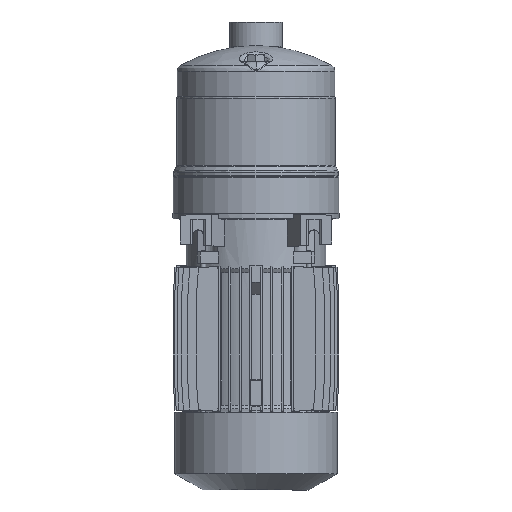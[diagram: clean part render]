
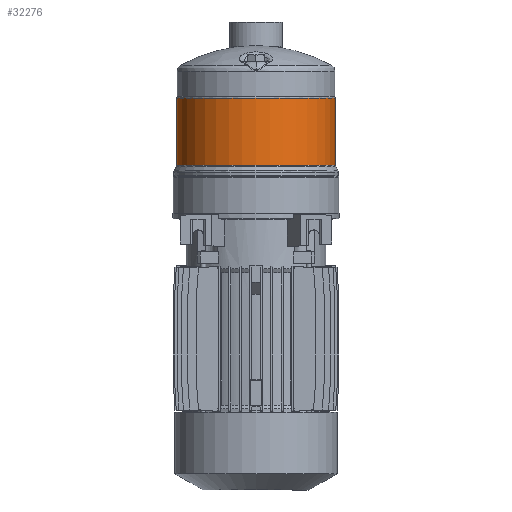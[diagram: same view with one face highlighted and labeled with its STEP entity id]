
A CAD part, front view. The second image highlights one B-rep face of the part: STEP entity #32276.
In plain terms, the highlighted cylindrical face has radius 76.5 mm (diameter 153 mm), a full revolution.
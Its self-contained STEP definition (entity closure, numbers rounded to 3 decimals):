
#30718=CARTESIAN_POINT('',(0.,76.5,-19.501));
#30719=VERTEX_POINT('',#30718);
#30727=CARTESIAN_POINT('',(0.,-76.5,-19.501));
#30728=VERTEX_POINT('',#30727);
#30729=CARTESIAN_POINT('',(0.,0.,-19.501));
#30730=DIRECTION('',(0.,0.0,-1.0));
#30731=DIRECTION('',(0.0,1.0,0.0));
#30732=AXIS2_PLACEMENT_3D('',#30729,#30730,#30731);
#30733=CIRCLE('',#30732,76.5);
#30734=EDGE_CURVE('',#30719,#30728,#30733,.T.);
#30736=CARTESIAN_POINT('',(0.,0.,-19.501));
#30737=DIRECTION('',(0.,0.0,-1.0));
#30738=DIRECTION('',(0.0,1.0,0.0));
#30739=AXIS2_PLACEMENT_3D('',#30736,#30737,#30738);
#30740=CIRCLE('',#30739,76.5);
#30741=EDGE_CURVE('',#30728,#30719,#30740,.T.);
#32174=CARTESIAN_POINT('',(0.,76.5,45.463));
#32175=VERTEX_POINT('',#32174);
#32183=CARTESIAN_POINT('',(0.,-76.5,45.463));
#32184=VERTEX_POINT('',#32183);
#32185=CARTESIAN_POINT('',(0.,0.,45.463));
#32186=DIRECTION('',(0.,0.0,-1.0));
#32187=DIRECTION('',(0.0,1.0,0.0));
#32188=AXIS2_PLACEMENT_3D('',#32185,#32186,#32187);
#32189=CIRCLE('',#32188,76.5);
#32190=EDGE_CURVE('',#32184,#32175,#32189,.T.);
#32192=CARTESIAN_POINT('',(0.,0.,45.463));
#32193=DIRECTION('',(0.,0.0,-1.0));
#32194=DIRECTION('',(0.0,1.0,0.0));
#32195=AXIS2_PLACEMENT_3D('',#32192,#32193,#32194);
#32196=CIRCLE('',#32195,76.5);
#32197=EDGE_CURVE('',#32175,#32184,#32196,.T.);
#32205=CARTESIAN_POINT('',(0.,0.,-19.903));
#32206=DIRECTION('',(0.,0.0,-1.0));
#32207=DIRECTION('',(0.0,1.0,0.0));
#32208=AXIS2_PLACEMENT_3D('',#32205,#32206,#32207);
#32209=CYLINDRICAL_SURFACE('',#32208,76.5);
#32210=CARTESIAN_POINT('',(0.,76.5,20.499));
#32211=VERTEX_POINT('',#32210);
#32212=CARTESIAN_POINT('',(0.,76.5,20.499));
#32213=DIRECTION('',(0.0,0.0,1.0));
#32214=VECTOR('',#32213,24.964);
#32215=LINE('',#32212,#32214);
#32216=EDGE_CURVE('',#32211,#32175,#32215,.T.);
#32217=ORIENTED_EDGE('',*,*,#32216,.F.);
#32218=CARTESIAN_POINT('',(0.,76.5,-18.501));
#32219=VERTEX_POINT('',#32218);
#32220=CARTESIAN_POINT('',(0.,76.5,-18.501));
#32221=CARTESIAN_POINT('',(-1.712,76.5,-18.501));
#32222=CARTESIAN_POINT('',(-4.722,76.396,-18.086));
#32223=CARTESIAN_POINT('',(-8.702,76.029,-16.511));
#32224=CARTESIAN_POINT('',(-11.866,75.593,-14.447));
#32225=CARTESIAN_POINT('',(-14.765,75.079,-11.633));
#32226=CARTESIAN_POINT('',(-17.182,74.556,-7.991));
#32227=CARTESIAN_POINT('',(-18.68,74.186,-3.849));
#32228=CARTESIAN_POINT('',(-19.232,74.043,0.242));
#32229=CARTESIAN_POINT('',(-19.014,74.1,4.067));
#32230=CARTESIAN_POINT('',(-18.015,74.353,7.951));
#32231=CARTESIAN_POINT('',(-16.244,74.767,11.564));
#32232=CARTESIAN_POINT('',(-13.785,75.264,14.699));
#32233=CARTESIAN_POINT('',(-10.656,75.781,17.378));
#32234=CARTESIAN_POINT('',(-7.205,76.191,19.214));
#32235=CARTESIAN_POINT('',(-3.496,76.445,20.277));
#32236=CARTESIAN_POINT('',(-1.202,76.5,20.499));
#32237=CARTESIAN_POINT('',(0.,76.5,20.499));
#32238=B_SPLINE_CURVE_WITH_KNOTS('',3,(#32220,#32221,#32222,#32223,#32224,#32225,#32226,#32227,#32228,#32229,#32230,#32231,#32232,#32233,#32234,#32235,#32236,#32237),.UNSPECIFIED.,.F.,.U.,(4,1,1,1,1,1,1,1,1,1,1,1,1,1,1,4),(0.0,5.237,9.209,13.037,16.748,21.501,26.23,29.94,33.836,37.666,41.95,45.947,49.742,54.488,57.831,61.507),.UNSPECIFIED.);
#32239=EDGE_CURVE('',#32219,#32211,#32238,.T.);
#32240=ORIENTED_EDGE('',*,*,#32239,.F.);
#32241=CARTESIAN_POINT('',(0.,76.5,-19.501));
#32242=DIRECTION('',(0.0,0.0,1.0));
#32243=VECTOR('',#32242,1.);
#32244=LINE('',#32241,#32243);
#32245=EDGE_CURVE('',#30719,#32219,#32244,.T.);
#32246=ORIENTED_EDGE('',*,*,#32245,.F.);
#32247=ORIENTED_EDGE('',*,*,#30741,.F.);
#32248=ORIENTED_EDGE('',*,*,#30734,.F.);
#32249=ORIENTED_EDGE('',*,*,#32245,.T.);
#32250=CARTESIAN_POINT('',(0.,76.5,-18.501));
#32251=CARTESIAN_POINT('',(1.712,76.5,-18.501));
#32252=CARTESIAN_POINT('',(4.722,76.396,-18.086));
#32253=CARTESIAN_POINT('',(8.702,76.029,-16.511));
#32254=CARTESIAN_POINT('',(11.866,75.593,-14.447));
#32255=CARTESIAN_POINT('',(14.765,75.079,-11.633));
#32256=CARTESIAN_POINT('',(17.182,74.556,-7.991));
#32257=CARTESIAN_POINT('',(18.68,74.186,-3.849));
#32258=CARTESIAN_POINT('',(19.232,74.043,0.242));
#32259=CARTESIAN_POINT('',(19.014,74.1,4.067));
#32260=CARTESIAN_POINT('',(18.015,74.353,7.951));
#32261=CARTESIAN_POINT('',(16.244,74.767,11.564));
#32262=CARTESIAN_POINT('',(13.785,75.264,14.699));
#32263=CARTESIAN_POINT('',(10.656,75.781,17.378));
#32264=CARTESIAN_POINT('',(7.205,76.191,19.214));
#32265=CARTESIAN_POINT('',(3.496,76.445,20.277));
#32266=CARTESIAN_POINT('',(1.202,76.5,20.499));
#32267=CARTESIAN_POINT('',(0.,76.5,20.499));
#32268=B_SPLINE_CURVE_WITH_KNOTS('',3,(#32250,#32251,#32252,#32253,#32254,#32255,#32256,#32257,#32258,#32259,#32260,#32261,#32262,#32263,#32264,#32265,#32266,#32267),.UNSPECIFIED.,.F.,.U.,(4,1,1,1,1,1,1,1,1,1,1,1,1,1,1,4),(0.0,5.237,9.209,13.037,16.748,21.501,26.23,29.94,33.836,37.666,41.95,45.947,49.742,54.488,57.831,61.507),.UNSPECIFIED.);
#32269=EDGE_CURVE('',#32219,#32211,#32268,.T.);
#32270=ORIENTED_EDGE('',*,*,#32269,.T.);
#32271=ORIENTED_EDGE('',*,*,#32216,.T.);
#32272=ORIENTED_EDGE('',*,*,#32197,.T.);
#32273=ORIENTED_EDGE('',*,*,#32190,.T.);
#32274=EDGE_LOOP('',(#32217,#32240,#32246,#32247,#32248,#32249,#32270,#32271,#32272,#32273));
#32275=FACE_OUTER_BOUND('',#32274,.T.);
#32276=ADVANCED_FACE('',(#32275),#32209,.T.);
